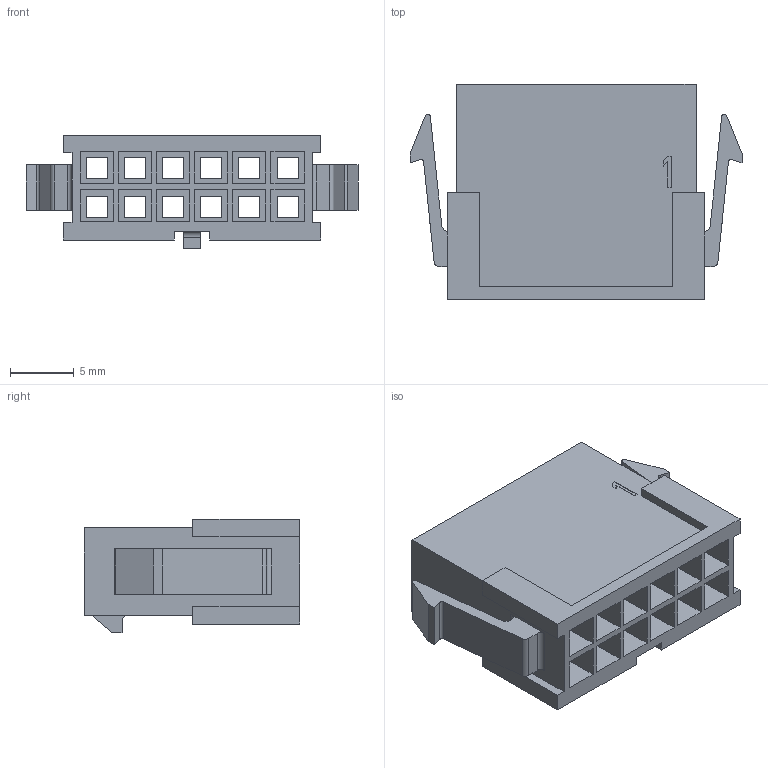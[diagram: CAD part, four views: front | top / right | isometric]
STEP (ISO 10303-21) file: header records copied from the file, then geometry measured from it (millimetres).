
FILE_DESCRIPTION((''),'2;1');
FILE_NAME('430201200','2020-04-30T',('gga'),(''),'PRO/ENGINEER BY PARAMETRIC TECHNOLOGY CORPORATION, 2016010','PRO/ENGINEER BY PARAMETRIC TECHNOLOGY CORPORATION, 2016010','');
FILE_SCHEMA(('CONFIG_CONTROL_DESIGN'));
Length unit declared in the file: millimetre
Products named in the file (1): 430201200
Bounding box: 26.08 x 16.89 x 8.95 mm (x, y, z)
Volume: 1278.2 mm3; surface area: 3290.8 mm2
Topology: 1 solids, 1 shells, 249 faces, 657 edges, 438 vertices
Faces by surface type: plane 238, cylinder 11
Entity records: 7643 total; most frequent: CARTESIAN_POINT 1345, ORIENTED_EDGE 1314, DIRECTION 1179, EDGE_CURVE 657, VECTOR 635, LINE 635, VERTEX_POINT 438, EDGE_LOOP 301
